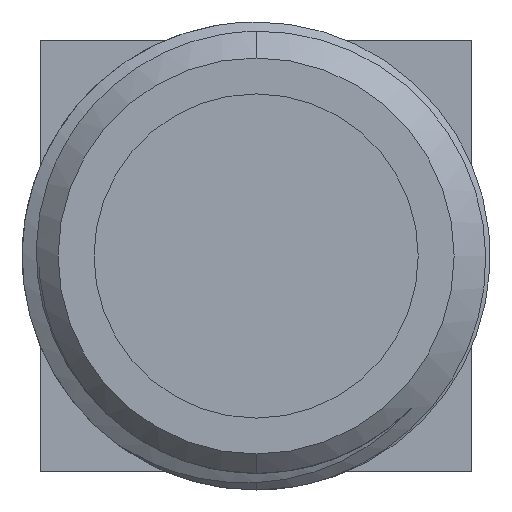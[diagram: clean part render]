
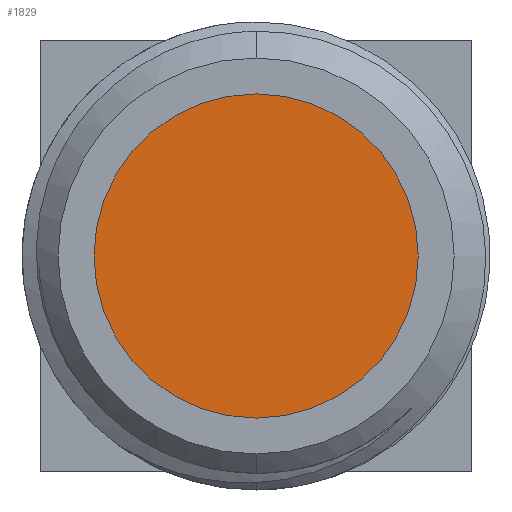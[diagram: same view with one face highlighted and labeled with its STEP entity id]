
A CAD part, left-side view. The second image highlights one B-rep face of the part: STEP entity #1829.
In plain terms, the highlighted planar face has unit normal (-1, 0, 0).
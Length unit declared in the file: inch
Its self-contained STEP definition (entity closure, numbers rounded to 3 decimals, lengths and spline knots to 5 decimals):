
#36 = PLANE ( 'NONE',  #1393 ) ;
#181 = CARTESIAN_POINT ( 'NONE',  ( 0.12008, 0., -0.09409 ) ) ;
#184 = AXIS2_PLACEMENT_3D ( 'NONE', #2239, #2790, #1464 ) ;
#553 = CIRCLE ( 'NONE', #1071, 0.09409 ) ;
#839 = ORIENTED_EDGE ( 'NONE', *, *, #3028, .T. ) ;
#1000 = CARTESIAN_POINT ( 'NONE',  ( 0.12008, 0., 0. ) ) ;
#1071 = AXIS2_PLACEMENT_3D ( 'NONE', #1000, #2286, #1261 ) ;
#1261 = DIRECTION ( 'NONE',  ( 0., 0., 1. ) ) ;
#1393 = AXIS2_PLACEMENT_3D ( 'NONE', #1963, #3002, #1665 ) ;
#1451 = CIRCLE ( 'NONE', #184, 0.09409 ) ;
#1464 = DIRECTION ( 'NONE',  ( 0., 0., 1. ) ) ;
#1665 = DIRECTION ( 'NONE',  ( 0., 0., -1. ) ) ;
#1725 = EDGE_CURVE ( 'NONE', #2121, #2389, #1451, .T. ) ;
#1829 = ADVANCED_FACE ( 'NONE', ( #2729 ), #36, .F. ) ;
#1963 = CARTESIAN_POINT ( 'NONE',  ( 0.12008, 0., 0. ) ) ;
#2121 = VERTEX_POINT ( 'NONE', #181 ) ;
#2239 = CARTESIAN_POINT ( 'NONE',  ( 0.12008, 0., 0. ) ) ;
#2286 = DIRECTION ( 'NONE',  ( -1., 0., 0. ) ) ;
#2389 = VERTEX_POINT ( 'NONE', #3080 ) ;
#2448 = ORIENTED_EDGE ( 'NONE', *, *, #1725, .T. ) ;
#2729 = FACE_OUTER_BOUND ( 'NONE', #3160, .T. ) ;
#2790 = DIRECTION ( 'NONE',  ( -1., 0., 0. ) ) ;
#3002 = DIRECTION ( 'NONE',  ( 1., 0., 0. ) ) ;
#3028 = EDGE_CURVE ( 'NONE', #2389, #2121, #553, .T. ) ;
#3080 = CARTESIAN_POINT ( 'NONE',  ( 0.12008, 0., 0.09409 ) ) ;
#3160 = EDGE_LOOP ( 'NONE', ( #839, #2448 ) ) ;
